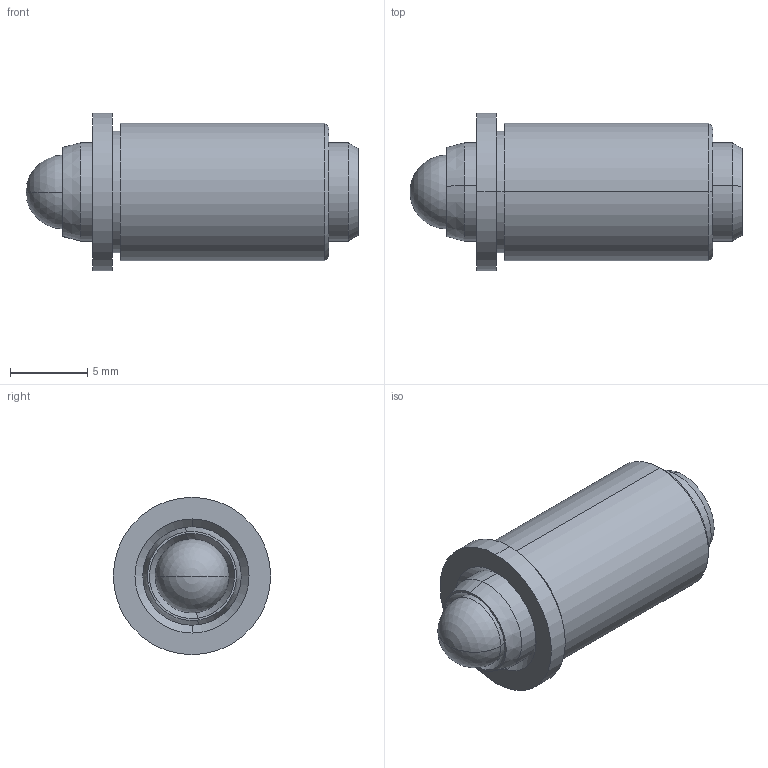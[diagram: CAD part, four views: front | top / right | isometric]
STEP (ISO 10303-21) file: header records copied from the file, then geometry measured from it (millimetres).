
FILE_DESCRIPTION (( 'STEP AP203' ), '1' );
FILE_NAME ('22506-E0W.STEP', '2011-05-31T19:33:38', ( 'Admin' ), ( 'Thorlabs, Inc.' ), 'SwSTEP 2.0', 'SolidWorks 2011', '' );
FILE_SCHEMA (( 'CONFIG_CONTROL_DESIGN' ));
Length unit declared in the file: inch
Products named in the file (1): 22506-E0W
Bounding box: 21.43 x 10.16 x 10.16 mm (x, y, z)
Volume: 1075.8 mm3; surface area: 1394.1 mm2
Topology: 3 solids, 3 shells, 48 faces, 102 edges, 56 vertices
Faces by surface type: plane 18, cone 16, cylinder 10, sphere 4
Entity records: 1309 total; most frequent: CARTESIAN_POINT 235, DIRECTION 228, ORIENTED_EDGE 184, AXIS2_PLACEMENT_3D 95, EDGE_CURVE 92, EDGE_LOOP 54, VERTEX_POINT 54, ADVANCED_FACE 48
